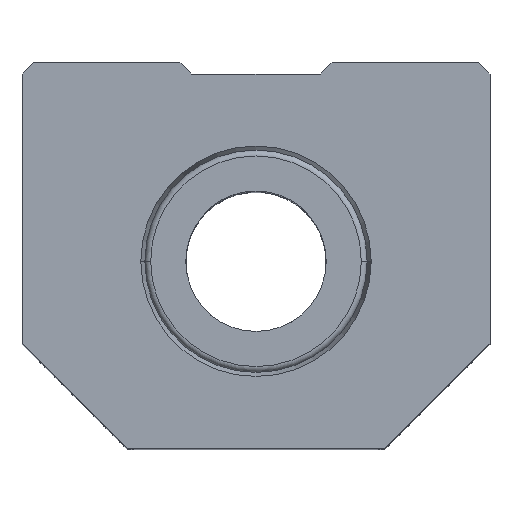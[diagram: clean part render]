
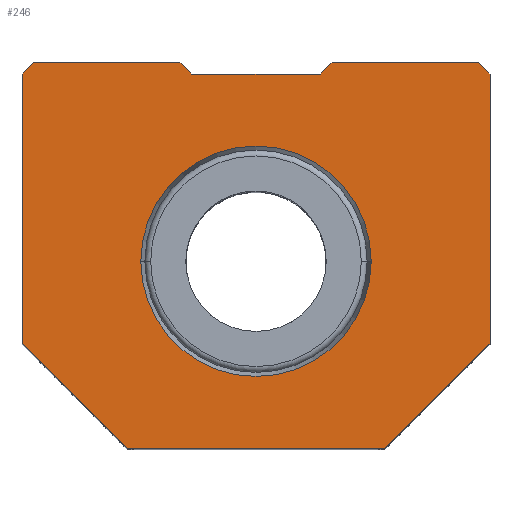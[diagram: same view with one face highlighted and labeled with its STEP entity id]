
A CAD part, top view. The second image highlights one B-rep face of the part: STEP entity #246.
In plain terms, the highlighted planar face has unit normal (0, 0, 1).
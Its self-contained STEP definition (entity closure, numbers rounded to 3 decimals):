
#4 = CARTESIAN_POINT ( 'NONE',  ( 20., -7., 30. ) ) ;
#7 = CARTESIAN_POINT ( 'NONE',  ( 20., 16., 30. ) ) ;
#52 = DIRECTION ( 'NONE',  ( -0.707, 0.707, 0. ) ) ;
#66 = LINE ( 'NONE', #2170, #1897 ) ;
#78 = DIRECTION ( 'NONE',  ( -1., 0., 0. ) ) ;
#87 = CARTESIAN_POINT ( 'NONE',  ( 5.5, 16., 30. ) ) ;
#124 = CARTESIAN_POINT ( 'NONE',  ( -20., 16., 30. ) ) ;
#133 = LINE ( 'NONE', #602, #1951 ) ;
#153 = EDGE_CURVE ( 'NONE', #1867, #497, #455, .T. ) ;
#174 = CARTESIAN_POINT ( 'NONE',  ( 9.844, 0., 30. ) ) ;
#185 = DIRECTION ( 'NONE',  ( 0., 0., -1. ) ) ;
#193 = DIRECTION ( 'NONE',  ( -1., 0., 0. ) ) ;
#196 = VECTOR ( 'NONE', #1491, 1000. ) ;
#209 = ORIENTED_EDGE ( 'NONE', *, *, #1303, .T. ) ;
#221 = DIRECTION ( 'NONE',  ( 1., 0., 0. ) ) ;
#243 = DIRECTION ( 'NONE',  ( 0., 1., 0. ) ) ;
#246 = ADVANCED_FACE ( 'NONE', ( #661, #722 ), #1829, .F. ) ;
#253 = CARTESIAN_POINT ( 'NONE',  ( 11., -16., 30. ) ) ;
#313 = CIRCLE ( 'NONE', #834, 9.844 ) ;
#324 = ORIENTED_EDGE ( 'NONE', *, *, #451, .T. ) ;
#325 = EDGE_CURVE ( 'NONE', #497, #1380, #487, .T. ) ;
#339 = EDGE_CURVE ( 'NONE', #601, #1867, #1335, .T. ) ;
#350 = CARTESIAN_POINT ( 'NONE',  ( -19., 17., 30. ) ) ;
#357 = ORIENTED_EDGE ( 'NONE', *, *, #512, .T. ) ;
#374 = DIRECTION ( 'NONE',  ( -1., 0., 0. ) ) ;
#386 = DIRECTION ( 'NONE',  ( 0., 0., -1. ) ) ;
#392 = ORIENTED_EDGE ( 'NONE', *, *, #492, .T. ) ;
#397 = CARTESIAN_POINT ( 'NONE',  ( 0., 0., 30. ) ) ;
#401 = EDGE_CURVE ( 'NONE', #698, #984, #313, .T. ) ;
#409 = CARTESIAN_POINT ( 'NONE',  ( 19., 17., 30. ) ) ;
#423 = EDGE_CURVE ( 'NONE', #1380, #2178, #1661, .T. ) ;
#434 = EDGE_CURVE ( 'NONE', #2178, #1334, #1711, .T. ) ;
#451 = EDGE_CURVE ( 'NONE', #1334, #470, #1619, .T. ) ;
#455 = LINE ( 'NONE', #253, #1356 ) ;
#457 = DIRECTION ( 'NONE',  ( -0.707, 0.707, 0. ) ) ;
#470 = VERTEX_POINT ( 'NONE', #1639 ) ;
#480 = EDGE_CURVE ( 'NONE', #470, #522, #133, .T. ) ;
#485 = EDGE_CURVE ( 'NONE', #522, #652, #1132, .T. ) ;
#487 = LINE ( 'NONE', #1459, #2201 ) ;
#492 = EDGE_CURVE ( 'NONE', #652, #1575, #632, .T. ) ;
#497 = VERTEX_POINT ( 'NONE', #646 ) ;
#498 = EDGE_CURVE ( 'NONE', #1575, #1714, #66, .T. ) ;
#512 = EDGE_CURVE ( 'NONE', #1714, #1297, #580, .T. ) ;
#522 = VERTEX_POINT ( 'NONE', #87 ) ;
#532 = EDGE_CURVE ( 'NONE', #1297, #601, #1022, .T. ) ;
#580 = LINE ( 'NONE', #2012, #1518 ) ;
#601 = VERTEX_POINT ( 'NONE', #1854 ) ;
#602 = CARTESIAN_POINT ( 'NONE',  ( 5.5, 16., 30. ) ) ;
#603 = CARTESIAN_POINT ( 'NONE',  ( 0., -27., 30. ) ) ;
#632 = LINE ( 'NONE', #1026, #1075 ) ;
#646 = CARTESIAN_POINT ( 'NONE',  ( 11., -16., 30. ) ) ;
#652 = VERTEX_POINT ( 'NONE', #901 ) ;
#661 = FACE_BOUND ( 'NONE', #2002, .T. ) ;
#684 = CARTESIAN_POINT ( 'NONE',  ( 0., 0., 30. ) ) ;
#698 = VERTEX_POINT ( 'NONE', #1260 ) ;
#701 = ORIENTED_EDGE ( 'NONE', *, *, #401, .T. ) ;
#722 = FACE_OUTER_BOUND ( 'NONE', #2273, .T. ) ;
#785 = CARTESIAN_POINT ( 'NONE',  ( -11., -16., 30. ) ) ;
#828 = ORIENTED_EDGE ( 'NONE', *, *, #480, .T. ) ;
#834 = AXIS2_PLACEMENT_3D ( 'NONE', #397, #386, #374 ) ;
#843 = DIRECTION ( 'NONE',  ( -0.707, -0.707, 0. ) ) ;
#873 = VECTOR ( 'NONE', #1426, 1000. ) ;
#884 = DIRECTION ( 'NONE',  ( -1., 0., 0. ) ) ;
#889 = ORIENTED_EDGE ( 'NONE', *, *, #498, .T. ) ;
#901 = CARTESIAN_POINT ( 'NONE',  ( -5.5, 16., 30. ) ) ;
#984 = VERTEX_POINT ( 'NONE', #174 ) ;
#1022 = LINE ( 'NONE', #1365, #1841 ) ;
#1026 = CARTESIAN_POINT ( 'NONE',  ( -6.5, 17., 30. ) ) ;
#1035 = DIRECTION ( 'NONE',  ( -1., 0., 0. ) ) ;
#1075 = VECTOR ( 'NONE', #457, 1000. ) ;
#1132 = LINE ( 'NONE', #1355, #1995 ) ;
#1179 = VECTOR ( 'NONE', #52, 1000. ) ;
#1187 = ORIENTED_EDGE ( 'NONE', *, *, #325, .T. ) ;
#1192 = DIRECTION ( 'NONE',  ( -0.707, -0.707, 0. ) ) ;
#1232 = VECTOR ( 'NONE', #243, 1000. ) ;
#1243 = ORIENTED_EDGE ( 'NONE', *, *, #434, .T. ) ;
#1260 = CARTESIAN_POINT ( 'NONE',  ( -9.844, 0., 30. ) ) ;
#1297 = VERTEX_POINT ( 'NONE', #124 ) ;
#1303 = EDGE_CURVE ( 'NONE', #984, #698, #1611, .T. ) ;
#1334 = VERTEX_POINT ( 'NONE', #1944 ) ;
#1335 = LINE ( 'NONE', #1588, #873 ) ;
#1345 = ORIENTED_EDGE ( 'NONE', *, *, #532, .T. ) ;
#1355 = CARTESIAN_POINT ( 'NONE',  ( -5.5, 16., 30. ) ) ;
#1356 = VECTOR ( 'NONE', #221, 1000. ) ;
#1365 = CARTESIAN_POINT ( 'NONE',  ( -20., -7., 30. ) ) ;
#1380 = VERTEX_POINT ( 'NONE', #4 ) ;
#1426 = DIRECTION ( 'NONE',  ( 0.707, -0.707, 0. ) ) ;
#1448 = DIRECTION ( 'NONE',  ( 0.707, 0.707, 0. ) ) ;
#1459 = CARTESIAN_POINT ( 'NONE',  ( 20., -7., 30. ) ) ;
#1483 = CARTESIAN_POINT ( 'NONE',  ( 6.5, 17., 30. ) ) ;
#1491 = DIRECTION ( 'NONE',  ( -1., 0., 0. ) ) ;
#1518 = VECTOR ( 'NONE', #843, 1000. ) ;
#1533 = CARTESIAN_POINT ( 'NONE',  ( 20., 16., 30. ) ) ;
#1538 = DIRECTION ( 'NONE',  ( 0., -1., 0. ) ) ;
#1575 = VERTEX_POINT ( 'NONE', #2213 ) ;
#1588 = CARTESIAN_POINT ( 'NONE',  ( -11., -16., 30. ) ) ;
#1611 = CIRCLE ( 'NONE', #2231, 9.844 ) ;
#1619 = LINE ( 'NONE', #1483, #196 ) ;
#1639 = CARTESIAN_POINT ( 'NONE',  ( 6.5, 17., 30. ) ) ;
#1661 = LINE ( 'NONE', #7, #1232 ) ;
#1711 = LINE ( 'NONE', #409, #1179 ) ;
#1714 = VERTEX_POINT ( 'NONE', #350 ) ;
#1721 = ORIENTED_EDGE ( 'NONE', *, *, #485, .T. ) ;
#1783 = ORIENTED_EDGE ( 'NONE', *, *, #339, .T. ) ;
#1829 = PLANE ( 'NONE',  #1844 ) ;
#1841 = VECTOR ( 'NONE', #1538, 1000. ) ;
#1844 = AXIS2_PLACEMENT_3D ( 'NONE', #603, #185, #193 ) ;
#1854 = CARTESIAN_POINT ( 'NONE',  ( -20., -7., 30. ) ) ;
#1867 = VERTEX_POINT ( 'NONE', #785 ) ;
#1887 = DIRECTION ( 'NONE',  ( 0., 0., -1. ) ) ;
#1897 = VECTOR ( 'NONE', #1035, 1000. ) ;
#1944 = CARTESIAN_POINT ( 'NONE',  ( 19., 17., 30. ) ) ;
#1951 = VECTOR ( 'NONE', #1192, 1000. ) ;
#1995 = VECTOR ( 'NONE', #78, 1000. ) ;
#2002 = EDGE_LOOP ( 'NONE', ( #209, #701 ) ) ;
#2012 = CARTESIAN_POINT ( 'NONE',  ( -20., 16., 30. ) ) ;
#2058 = ORIENTED_EDGE ( 'NONE', *, *, #423, .T. ) ;
#2170 = CARTESIAN_POINT ( 'NONE',  ( -19., 17., 30. ) ) ;
#2178 = VERTEX_POINT ( 'NONE', #1533 ) ;
#2201 = VECTOR ( 'NONE', #1448, 1000. ) ;
#2211 = ORIENTED_EDGE ( 'NONE', *, *, #153, .T. ) ;
#2213 = CARTESIAN_POINT ( 'NONE',  ( -6.5, 17., 30. ) ) ;
#2231 = AXIS2_PLACEMENT_3D ( 'NONE', #684, #1887, #884 ) ;
#2273 = EDGE_LOOP ( 'NONE', ( #1187, #2058, #1243, #324, #828, #1721, #392, #889, #357, #1345, #1783, #2211 ) ) ;
